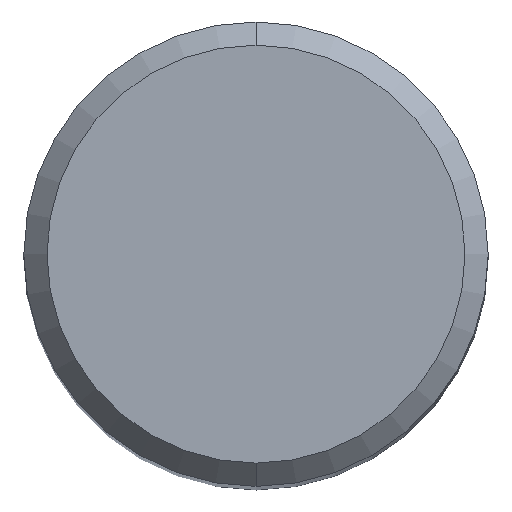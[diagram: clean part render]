
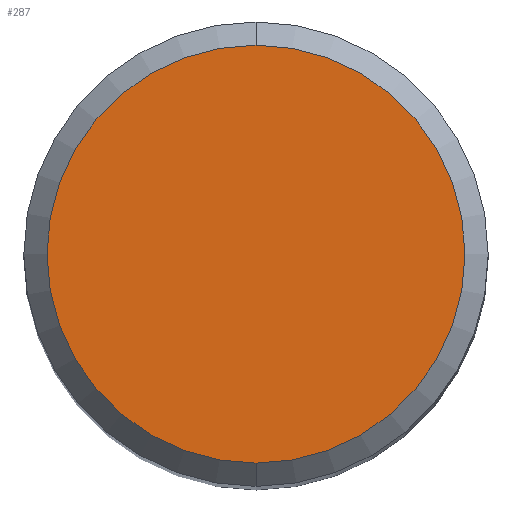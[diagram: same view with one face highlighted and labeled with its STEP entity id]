
A CAD part, top view. The second image highlights one B-rep face of the part: STEP entity #287.
In plain terms, the highlighted planar face has unit normal (0, 0, 1).
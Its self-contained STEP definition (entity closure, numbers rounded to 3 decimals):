
#287=ADVANCED_FACE('',(#652),#653,.T.);
#415=EDGE_CURVE('',#507,#455,#798,.T.);
#455=VERTEX_POINT('',#840);
#467=EDGE_CURVE('',#455,#507,#855,.T.);
#507=VERTEX_POINT('',#900);
#652=FACE_OUTER_BOUND('',#1139,.T.);
#653=PLANE('',#1140);
#798=CIRCLE('',#1367,3.6);
#840=CARTESIAN_POINT('',(0.0,3.6,0.0));
#855=CIRCLE('',#1500,3.6);
#900=CARTESIAN_POINT('',(0.,-3.6,0.0));
#1139=EDGE_LOOP('',(#1755,#1756));
#1140=AXIS2_PLACEMENT_3D('',#1757,#1758,#1759);
#1367=AXIS2_PLACEMENT_3D('',#1941,#1942,#1943);
#1500=AXIS2_PLACEMENT_3D('',#1994,#1995,#1996);
#1755=ORIENTED_EDGE('',*,*,#467,.F.);
#1756=ORIENTED_EDGE('',*,*,#415,.F.);
#1757=CARTESIAN_POINT('',(0.0,1.8,0.0));
#1758=DIRECTION('',(-0.0,0.0,1.0));
#1759=DIRECTION('',(0.0,-1.0,0.0));
#1941=CARTESIAN_POINT('',(0.0,0.0,0.0));
#1942=DIRECTION('',(0.0,0.0,-1.0));
#1943=DIRECTION('',(0.0,1.0,0.0));
#1994=CARTESIAN_POINT('',(0.0,0.0,0.0));
#1995=DIRECTION('',(0.0,0.0,-1.0));
#1996=DIRECTION('',(0.0,1.0,0.0));
